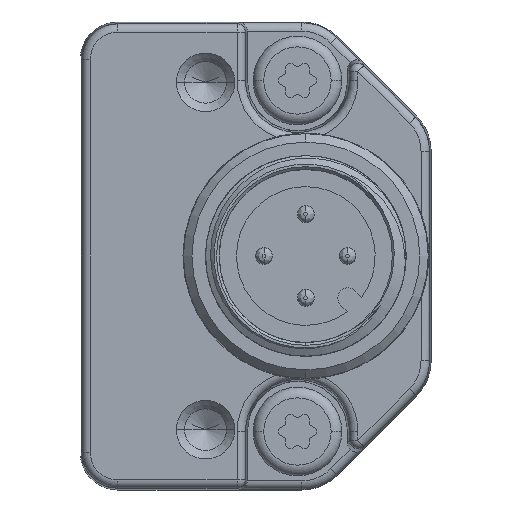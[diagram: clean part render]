
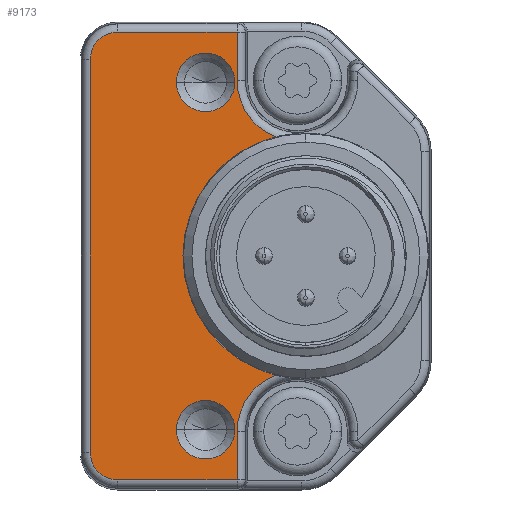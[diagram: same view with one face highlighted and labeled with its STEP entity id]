
A CAD part, left-side view. The second image highlights one B-rep face of the part: STEP entity #9173.
In plain terms, the highlighted planar face has unit normal (-1, 0, 0).
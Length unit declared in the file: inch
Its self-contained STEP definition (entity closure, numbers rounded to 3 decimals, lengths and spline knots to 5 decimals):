
#838=CARTESIAN_POINT('',(-0.49213,0.31496,
-0.41339));
#839=DIRECTION('',(1.,0.,0.));
#840=DIRECTION('',(0.,1.,0.));
#841=AXIS2_PLACEMENT_3D('',#838,#839,#840);
#843=DIRECTION('',(0.,0.,1.));
#844=VECTOR('',#843,0.11399);
#845=CARTESIAN_POINT('',(-0.49213,0.45723,
-0.52737));
#846=LINE('',#845,#844);
#847=DIRECTION('',(0.,-1.,0.));
#848=VECTOR('',#847,0.28096);
#849=CARTESIAN_POINT('',(-0.49213,0.73819,
-0.52737));
#850=LINE('',#849,#848);
#851=CARTESIAN_POINT('',(-0.49213,0.73819,
-0.4626));
#852=DIRECTION('',(-1.,0.,0.));
#853=DIRECTION('',(0.,1.,0.));
#854=AXIS2_PLACEMENT_3D('',#851,#852,#853);
#856=DIRECTION('',(0.,0.,-1.));
#857=VECTOR('',#856,0.9252);
#858=CARTESIAN_POINT('',(-0.49213,0.80296,
0.4626));
#859=LINE('',#858,#857);
#860=CARTESIAN_POINT('',(-0.49213,0.73819,
0.4626));
#861=DIRECTION('',(-1.,0.,0.));
#862=DIRECTION('',(0.,0.,1.));
#863=AXIS2_PLACEMENT_3D('',#860,#861,#862);
#865=DIRECTION('',(0.,1.,0.));
#866=VECTOR('',#865,0.28096);
#867=CARTESIAN_POINT('',(-0.49213,0.45723,
0.52737));
#868=LINE('',#867,#866);
#869=DIRECTION('',(0.,0.,1.));
#870=VECTOR('',#869,0.11399);
#871=CARTESIAN_POINT('',(-0.49213,0.45723,
0.41339));
#872=LINE('',#871,#870);
#873=CARTESIAN_POINT('',(-0.49213,0.31496,
0.41339));
#874=DIRECTION('',(1.,0.,0.));
#875=DIRECTION('',(0.,0.359,-0.933));
#876=AXIS2_PLACEMENT_3D('',#873,#874,#875);
#878=CARTESIAN_POINT('',(-0.49213,0.29528,0.));
#879=DIRECTION('',(-1.,0.,0.));
#880=DIRECTION('',(0.,0.244,0.97));
#881=AXIS2_PLACEMENT_3D('',#878,#879,#880);
#883=CARTESIAN_POINT('',(-0.49213,0.5315,
-0.40915));
#884=DIRECTION('',(1.,0.,0.));
#885=DIRECTION('',(0.,1.,0.));
#886=AXIS2_PLACEMENT_3D('',#883,#884,#885);
#888=CARTESIAN_POINT('',(-0.49213,0.5315,
-0.40915));
#889=DIRECTION('',(1.,0.,0.));
#890=DIRECTION('',(0.,-1.,0.));
#891=AXIS2_PLACEMENT_3D('',#888,#889,#890);
#893=CARTESIAN_POINT('',(-0.49213,0.5315,
0.40915));
#894=DIRECTION('',(1.,0.,0.));
#895=DIRECTION('',(0.,1.,0.));
#896=AXIS2_PLACEMENT_3D('',#893,#894,#895);
#898=CARTESIAN_POINT('',(-0.49213,0.5315,
0.40915));
#899=DIRECTION('',(1.,0.,0.));
#900=DIRECTION('',(0.,-1.,0.));
#901=AXIS2_PLACEMENT_3D('',#898,#899,#900);
#7238=CARTESIAN_POINT('',(-0.49213,0.80296,
-0.4626));
#7239=CARTESIAN_POINT('',(-0.49213,0.73819,
-0.52737));
#7240=VERTEX_POINT('',#7238);
#7241=VERTEX_POINT('',#7239);
#7246=CARTESIAN_POINT('',(-0.49213,0.80296,
0.4626));
#7247=VERTEX_POINT('',#7246);
#7250=CARTESIAN_POINT('',(-0.49213,0.73819,
0.52737));
#7251=VERTEX_POINT('',#7250);
#7274=CARTESIAN_POINT('',(-0.49213,0.60039,
-0.40915));
#7275=CARTESIAN_POINT('',(-0.49213,0.4626,
-0.40915));
#7276=VERTEX_POINT('',#7274);
#7277=VERTEX_POINT('',#7275);
#7282=CARTESIAN_POINT('',(-0.49213,0.60039,
0.40915));
#7283=CARTESIAN_POINT('',(-0.49213,0.4626,
0.40915));
#7284=VERTEX_POINT('',#7282);
#7285=VERTEX_POINT('',#7283);
#7318=CARTESIAN_POINT('',(-0.49213,0.45723,
-0.41339));
#7319=CARTESIAN_POINT('',(-0.49213,0.366,
-0.28059));
#7320=VERTEX_POINT('',#7318);
#7321=VERTEX_POINT('',#7319);
#7322=CARTESIAN_POINT('',(-0.49213,0.45723,
-0.52737));
#7323=VERTEX_POINT('',#7322);
#7346=CARTESIAN_POINT('',(-0.49213,0.366,
0.28059));
#7347=CARTESIAN_POINT('',(-0.49213,0.45723,
0.41339));
#7348=VERTEX_POINT('',#7346);
#7349=VERTEX_POINT('',#7347);
#7350=CARTESIAN_POINT('',(-0.49213,0.45723,
0.52737));
#7351=VERTEX_POINT('',#7350);
#9138=CARTESIAN_POINT('',(-0.49213,0.,0.));
#9139=DIRECTION('',(-1.,0.,0.));
#9140=DIRECTION('',(0.,0.,1.));
#9141=AXIS2_PLACEMENT_3D('',#9138,#9139,#9140);
#9142=PLANE('',#9141);
#9143=ORIENTED_EDGE('',*,*,#8986,.F.);
#9145=ORIENTED_EDGE('',*,*,#9144,.F.);
#9147=ORIENTED_EDGE('',*,*,#9146,.F.);
#9149=ORIENTED_EDGE('',*,*,#9148,.F.);
#9151=ORIENTED_EDGE('',*,*,#9150,.F.);
#9153=ORIENTED_EDGE('',*,*,#9152,.F.);
#9155=ORIENTED_EDGE('',*,*,#9154,.F.);
#9156=ORIENTED_EDGE('',*,*,#9129,.F.);
#9157=ORIENTED_EDGE('',*,*,#9087,.F.);
#9158=ORIENTED_EDGE('',*,*,#9001,.T.);
#9159=EDGE_LOOP('',(#9143,#9145,#9147,#9149,#9151,#9153,#9155,#9156,#9157,
#9158));
#9160=FACE_OUTER_BOUND('',#9159,.F.);
#9162=ORIENTED_EDGE('',*,*,#9161,.F.);
#9164=ORIENTED_EDGE('',*,*,#9163,.F.);
#9165=EDGE_LOOP('',(#9162,#9164));
#9166=FACE_BOUND('',#9165,.F.);
#9168=ORIENTED_EDGE('',*,*,#9167,.F.);
#9170=ORIENTED_EDGE('',*,*,#9169,.F.);
#9171=EDGE_LOOP('',(#9168,#9170));
#9172=FACE_BOUND('',#9171,.F.);
#9173=ADVANCED_FACE('',(#9160,#9166,#9172),#9142,.T.);
#842=CIRCLE('',#841,0.14227);
#855=CIRCLE('',#854,0.06477);
#864=CIRCLE('',#863,0.06477);
#877=CIRCLE('',#876,0.14227);
#882=CIRCLE('',#881,0.28937);
#887=CIRCLE('',#886,0.0689);
#892=CIRCLE('',#891,0.0689);
#897=CIRCLE('',#896,0.0689);
#902=CIRCLE('',#901,0.0689);
#8986=EDGE_CURVE('',#7320,#7321,#842,.T.);
#9001=EDGE_CURVE('',#7348,#7321,#882,.T.);
#9087=EDGE_CURVE('',#7348,#7349,#877,.T.);
#9129=EDGE_CURVE('',#7349,#7351,#872,.T.);
#9144=EDGE_CURVE('',#7323,#7320,#846,.T.);
#9146=EDGE_CURVE('',#7241,#7323,#850,.T.);
#9148=EDGE_CURVE('',#7240,#7241,#855,.T.);
#9150=EDGE_CURVE('',#7247,#7240,#859,.T.);
#9152=EDGE_CURVE('',#7251,#7247,#864,.T.);
#9154=EDGE_CURVE('',#7351,#7251,#868,.T.);
#9161=EDGE_CURVE('',#7276,#7277,#887,.T.);
#9163=EDGE_CURVE('',#7277,#7276,#892,.T.);
#9167=EDGE_CURVE('',#7284,#7285,#897,.T.);
#9169=EDGE_CURVE('',#7285,#7284,#902,.T.);
